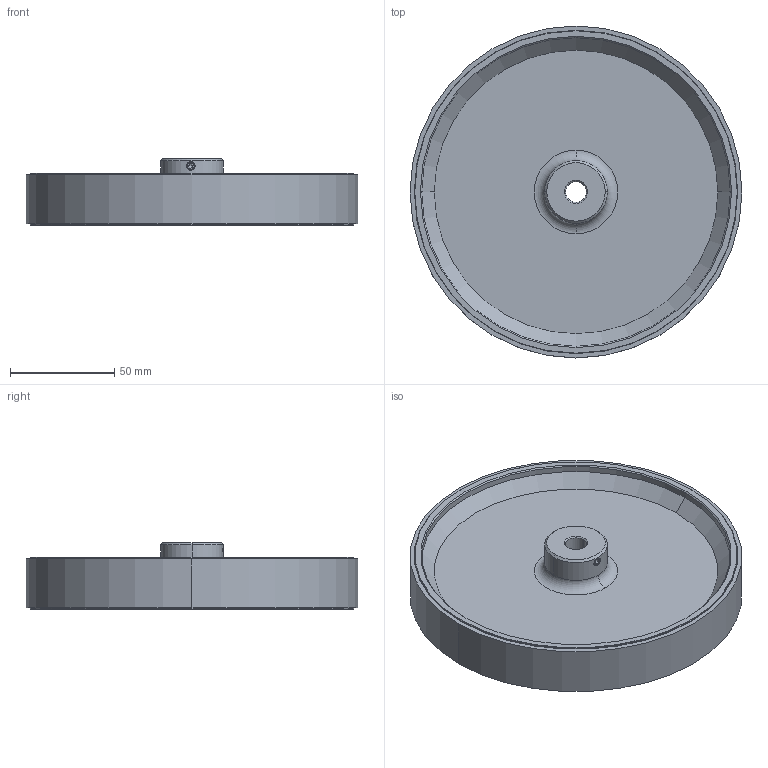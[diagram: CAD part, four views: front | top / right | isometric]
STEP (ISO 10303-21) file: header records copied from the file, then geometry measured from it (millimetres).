
FILE_DESCRIPTION (( 'STEP AP203' ), '1' );
FILE_NAME ('M080_9102-10_Poly-Studded.STEP', '2018-07-23T09:58:15', ( '' ), ( '' ), 'SwSTEP 2.0', 'SolidWorks 2016', '' );
FILE_SCHEMA (( 'CONFIG_CONTROL_DESIGN' ));
Length unit declared in the file: millimetre
Products named in the file (1): M080_9102-10_Poly-Studded
Bounding box: 159.16 x 159.16 x 32 mm (x, y, z)
Volume: 200782.8 mm3; surface area: 84686.9 mm2
Topology: 3 solids, 3 shells, 79 faces, 166 edges, 96 vertices
Faces by surface type: cone 28, cylinder 24, plane 23, torus 4
Entity records: 2271 total; most frequent: CARTESIAN_POINT 456, DIRECTION 406, ORIENTED_EDGE 324, AXIS2_PLACEMENT_3D 168, EDGE_CURVE 162, VERTEX_POINT 96, EDGE_LOOP 92, CIRCLE 88
